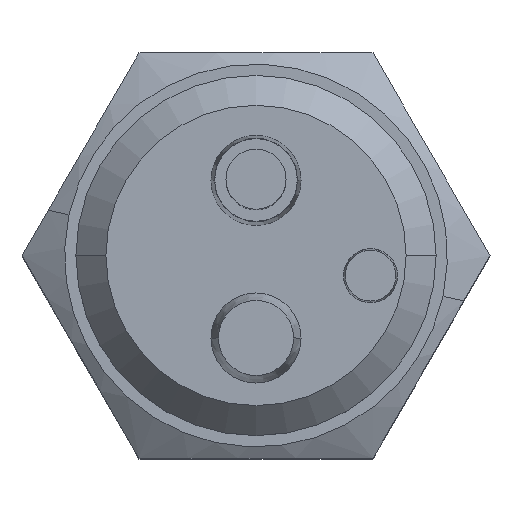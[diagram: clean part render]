
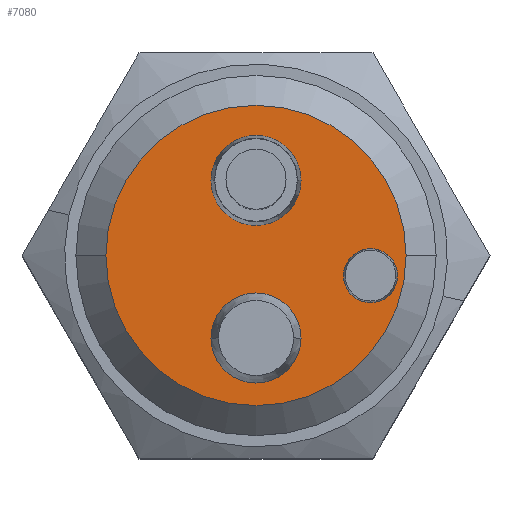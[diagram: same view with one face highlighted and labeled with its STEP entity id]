
A CAD part, top view. The second image highlights one B-rep face of the part: STEP entity #7080.
In plain terms, the highlighted planar face has unit normal (0, 0, 1).
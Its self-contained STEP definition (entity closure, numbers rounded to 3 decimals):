
#6300=CARTESIAN_POINT('',(10.,0.,31.75));
#6310=VERTEX_POINT('',#6300);
#6390=CARTESIAN_POINT('',(-10.,0.,31.75));
#6400=VERTEX_POINT('',#6390);
#6430=CARTESIAN_POINT('',(0.,0.,31.75));
#6440=DIRECTION('',(0.,0.,1.));
#6450=DIRECTION('',(1.,0.,0.));
#6460=AXIS2_PLACEMENT_3D('',#6430,#6440,#6450);
#6470=CIRCLE('',#6460,10.);
#6480=EDGE_CURVE('',#6400,#6310,#6470,.T.);
#6530=CARTESIAN_POINT('',(0.,0.,31.75));
#6540=DIRECTION('',(0.,0.,1.));
#6550=DIRECTION('',(1.,0.,0.));
#6560=AXIS2_PLACEMENT_3D('',#6530,#6540,#6550);
#6570=PLANE('',#6560);
#6580=CARTESIAN_POINT('',(0.,5.,31.75));
#6590=DIRECTION('',(0.,0.,1.));
#6600=DIRECTION('',(1.,0.,0.));
#6610=AXIS2_PLACEMENT_3D('',#6580,#6590,#6600);
#6620=CIRCLE('',#6610,3.);
#6630=CARTESIAN_POINT('',(3.,5.,31.75));
#6640=VERTEX_POINT('',#6630);
#6650=CARTESIAN_POINT('',(-3.,5.,31.75));
#6660=VERTEX_POINT('',#6650);
#6670=EDGE_CURVE('',#6640,#6660,#6620,.T.);
#6680=ORIENTED_EDGE('',*,*,#6670,.F.);
#6690=EDGE_CURVE('',#6660,#6640,#6620,.T.);
#6700=ORIENTED_EDGE('',*,*,#6690,.F.);
#6710=EDGE_LOOP('',(#6700,#6680));
#6720=FACE_BOUND('',#6710,.T.);
#6730=CARTESIAN_POINT('',(7.632,-1.346,31.75));
#6740=DIRECTION('',(0.,0.,1.));
#6750=DIRECTION('',(1.,0.,0.));
#6760=AXIS2_PLACEMENT_3D('',#6730,#6740,#6750);
#6770=CIRCLE('',#6760,1.8);
#6780=CARTESIAN_POINT('',(9.432,-1.346,31.75));
#6790=VERTEX_POINT('',#6780);
#6800=CARTESIAN_POINT('',(5.832,-1.346,31.75));
#6810=VERTEX_POINT('',#6800);
#6820=EDGE_CURVE('',#6790,#6810,#6770,.T.);
#6830=ORIENTED_EDGE('',*,*,#6820,.F.);
#6840=EDGE_CURVE('',#6810,#6790,#6770,.T.);
#6850=ORIENTED_EDGE('',*,*,#6840,.F.);
#6860=EDGE_LOOP('',(#6850,#6830));
#6870=FACE_BOUND('',#6860,.T.);
#6880=CARTESIAN_POINT('',(0.,-5.5,31.75));
#6890=DIRECTION('',(0.,0.,1.));
#6900=DIRECTION('',(1.,0.,0.));
#6910=AXIS2_PLACEMENT_3D('',#6880,#6890,#6900);
#6920=CIRCLE('',#6910,3.);
#6930=CARTESIAN_POINT('',(3.,-5.5,31.75));
#6940=VERTEX_POINT('',#6930);
#6950=CARTESIAN_POINT('',(-3.,-5.5,31.75));
#6960=VERTEX_POINT('',#6950);
#6970=EDGE_CURVE('',#6940,#6960,#6920,.T.);
#6980=ORIENTED_EDGE('',*,*,#6970,.F.);
#6990=EDGE_CURVE('',#6960,#6940,#6920,.T.);
#7000=ORIENTED_EDGE('',*,*,#6990,.F.);
#7010=EDGE_LOOP('',(#7000,#6980));
#7020=FACE_BOUND('',#7010,.T.);
#7030=EDGE_CURVE('',#6310,#6400,#6470,.T.);
#7040=ORIENTED_EDGE('',*,*,#7030,.T.);
#7050=ORIENTED_EDGE('',*,*,#6480,.T.);
#7060=EDGE_LOOP('',(#7050,#7040));
#7070=FACE_OUTER_BOUND('',#7060,.T.);
#7080=ADVANCED_FACE('',(#6720,#6870,#7020,#7070),#6570,.T.);
